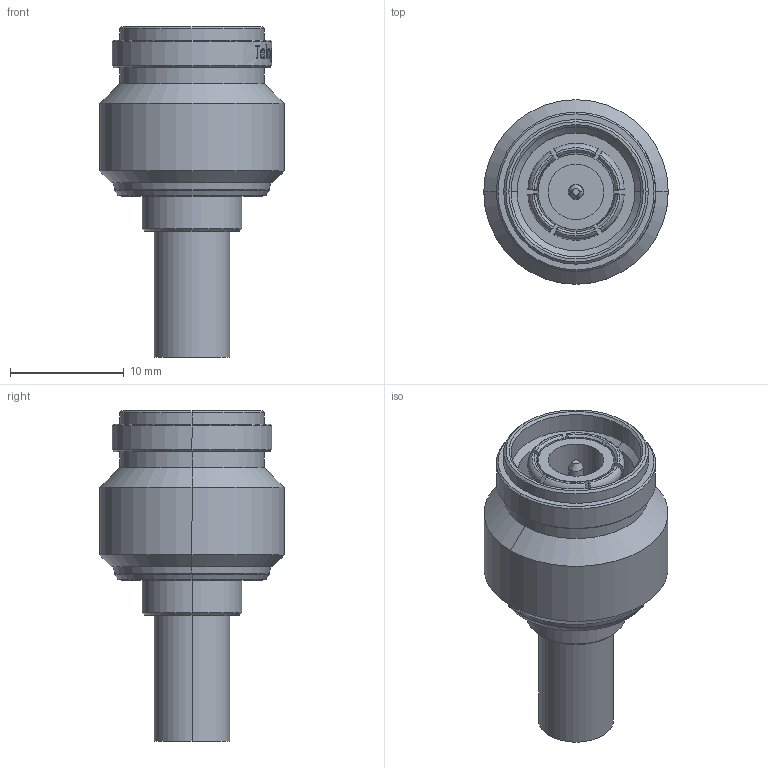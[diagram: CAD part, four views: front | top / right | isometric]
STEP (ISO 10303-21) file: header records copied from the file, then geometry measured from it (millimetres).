
FILE_DESCRIPTION (( 'STEP AP214' ), '1' );
FILE_NAME ('J01010A0000.STEP', '2017-10-17T06:00:10', ( '' ), ( '' ), 'SwSTEP 2.0', 'SolidWorks 2017', '' );
FILE_SCHEMA (( 'AUTOMOTIVE_DESIGN' ));
Length unit declared in the file: millimetre
Products named in the file (1): J01010A0000
Bounding box: 16.2 x 16.2 x 29.05 mm (x, y, z)
Volume: 2534 mm3; surface area: 2219.1 mm2
Topology: 1 solids, 1 shells, 283 faces, 703 edges, 457 vertices
Faces by surface type: plane 91, bspline 83, cylinder 64, cone 37, torus 8
Entity records: 17011 total; most frequent: CARTESIAN_POINT 7890, ORIENTED_EDGE 1406, DIRECTION 973, EDGE_CURVE 703, VERTEX_POINT 457, AXIS2_PLACEMENT_3D 378, EDGE_LOOP 318, B_SPLINE_CURVE_WITH_KNOTS 295
